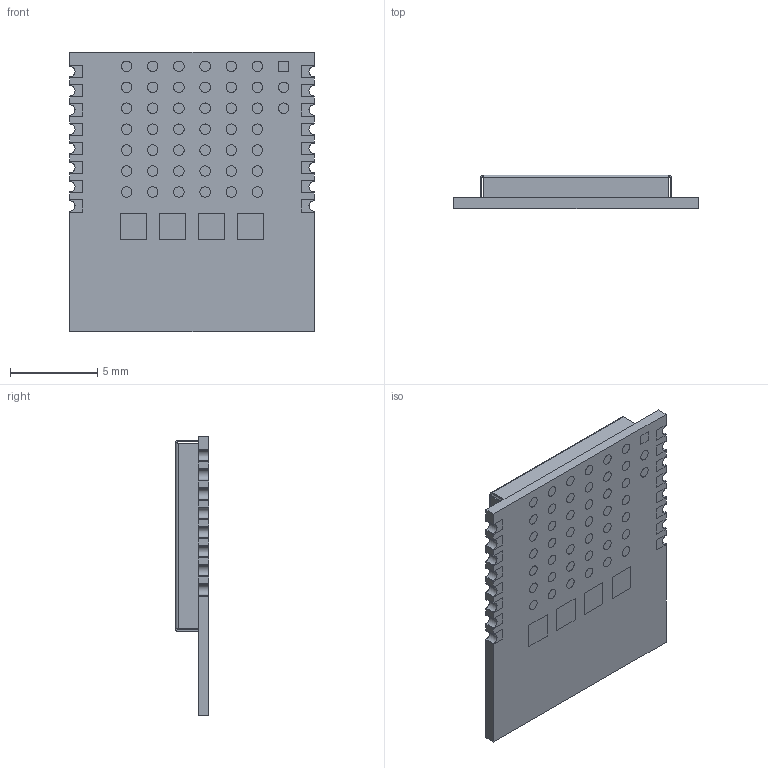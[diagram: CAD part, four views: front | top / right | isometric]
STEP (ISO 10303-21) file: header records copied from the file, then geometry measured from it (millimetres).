
FILE_DESCRIPTION (( 'STEP AP214' ), '1' );
FILE_NAME ('BT840.STEP', '2019-11-12T10:01:46', ( '' ), ( '' ), 'SwSTEP 2.0', 'SolidWorks 2017', '' );
FILE_SCHEMA (( 'AUTOMOTIVE_DESIGN' ));
Length unit declared in the file: millimetre
Products named in the file (1): BT840
Bounding box: 14 x 1.9 x 16 mm (x, y, z)
Volume: 150 mm3; surface area: 969.5 mm2
Topology: 68 solids, 68 shells, 686 faces, 1468 edges, 968 vertices
Faces by surface type: plane 470, cylinder 208, bspline 8
Entity records: 19481 total; most frequent: CARTESIAN_POINT 3547, DIRECTION 3210, ORIENTED_EDGE 2936, EDGE_CURVE 1468, AXIS2_PLACEMENT_3D 1079, VECTOR 1052, LINE 1052, VERTEX_POINT 968
